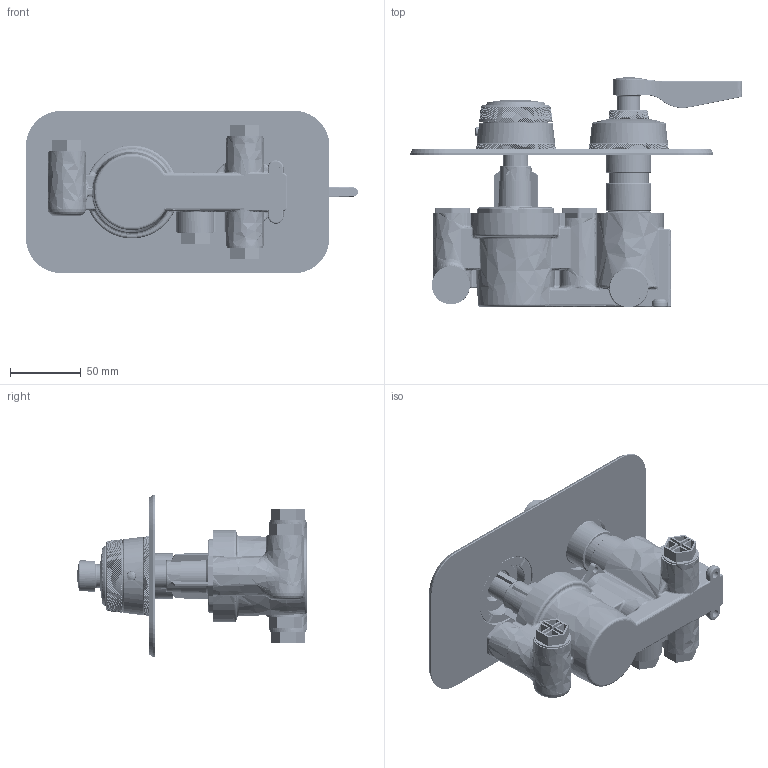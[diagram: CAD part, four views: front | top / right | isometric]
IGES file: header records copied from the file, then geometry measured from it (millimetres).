
Global section: file name: T1011-LA; native system: Autodesk Inventor 2020; preprocessor: unknown; author: adaniels; date: 20200204.085414; units: millimetre
Bounding box: 235.25 x 163.24 x 115 mm (x, y, z)
Volume: 545789.8 mm3; surface area: 323164 mm2
Topology: 59 solids, 64 shells, 22055 faces, 48357 edges, 26559 vertices
Faces by surface type: bspline 22055
